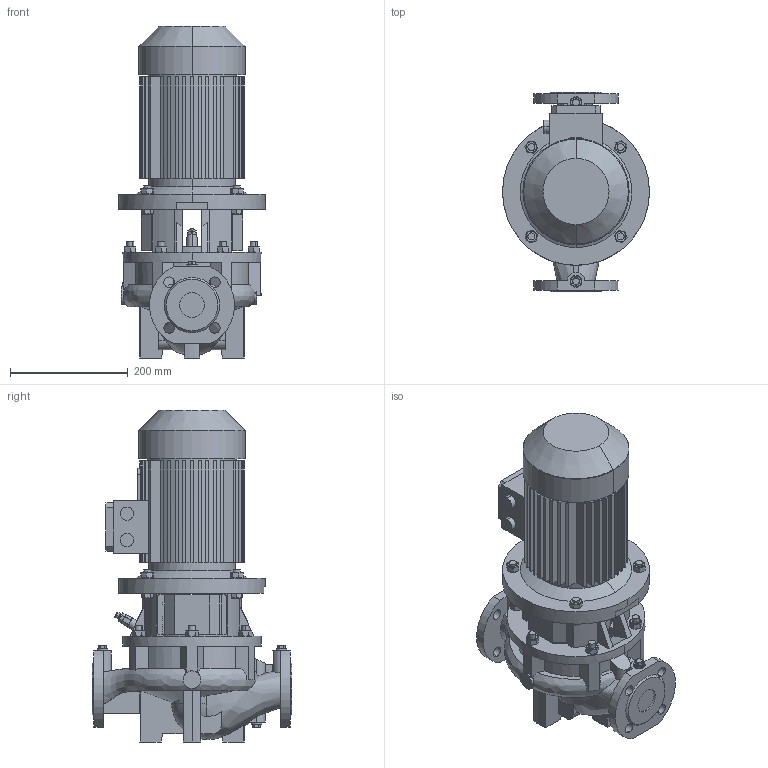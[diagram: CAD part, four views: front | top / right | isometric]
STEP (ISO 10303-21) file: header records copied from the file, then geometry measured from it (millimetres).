
FILE_DESCRIPTION (( 'STEP AP203' ), '1' );
FILE_NAME ('枅-313-000-313-003-01-10.step', '2025-02-11T17:03:58', ( 'adb' ), ( '' ), 'SwSTEP 2.0', 'SolidWorks 2016', '' );
FILE_SCHEMA (( 'CONFIG_CONTROL_DESIGN' ));
Length unit declared in the file: millimetre
Products named in the file (1): 枅-313-000-313-003-01-10
Bounding box: 250 x 340 x 565 mm (x, y, z)
Volume: 12041879.5 mm3; surface area: 1132546.5 mm2
Topology: 8 solids, 20 shells, 934 faces, 2430 edges, 1592 vertices
Faces by surface type: plane 495, cylinder 325, cone 96, bspline 13, sphere 5
Entity records: 34314 total; most frequent: CARTESIAN_POINT 11134, ORIENTED_EDGE 4856, DIRECTION 4778, EDGE_CURVE 2428, AXIS2_PLACEMENT_3D 1761, VERTEX_POINT 1592, VECTOR 1256, LINE 1256
